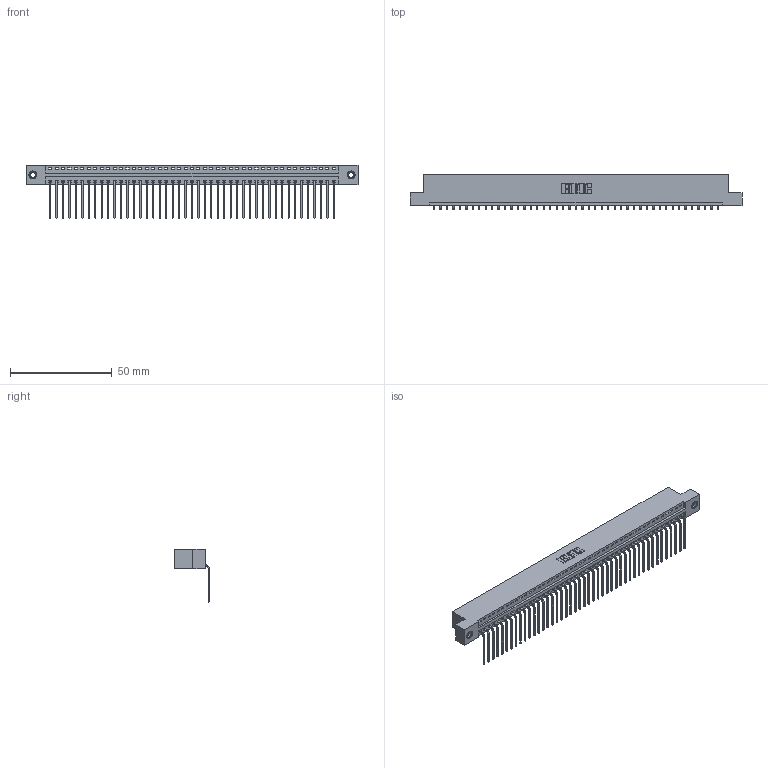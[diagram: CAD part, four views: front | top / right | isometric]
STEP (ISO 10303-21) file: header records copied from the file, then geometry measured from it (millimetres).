
FILE_DESCRIPTION (( 'STEP AP203' ), '1' );
FILE_NAME ('396-045-559-107.STEP', '2018-09-07T06:55:47', ( '' ), ( '' ), 'SwSTEP 2.0', 'SolidWorks 2016', '' );
FILE_SCHEMA (( 'CONFIG_CONTROL_DESIGN' ));
Length unit declared in the file: inch
Products named in the file (4): 345-292-001_558 559 Tail - 1; 345-250-001_345-250-005-103; 396-045-559-107; 346 Part_Flush Mounting Lugs - 0.156 Dia-TI
Assembly tree (48 placements, depth 2):
  396-045-559-107
    346 Part_Flush Mounting Lugs - 0.156 Dia-TI
    345-292-001_558 559 Tail - 1  x45
    345-250-001_345-250-005-103  x2
Bounding box: 163.45 x 17.08 x 26.16 mm (x, y, z)
Volume: 15802.8 mm3; surface area: 20712.9 mm2
Topology: 48 solids, 48 shells, 2882 faces, 8655 edges, 5702 vertices
Faces by surface type: plane 1998, cylinder 868, cone 12, torus 4
Entity records: 28794 total; most frequent: CARTESIAN_POINT 4918, ORIENTED_EDGE 4890, DIRECTION 4361, EDGE_CURVE 2445, VECTOR 2113, LINE 2113, VERTEX_POINT 1624, AXIS2_PLACEMENT_3D 1124
